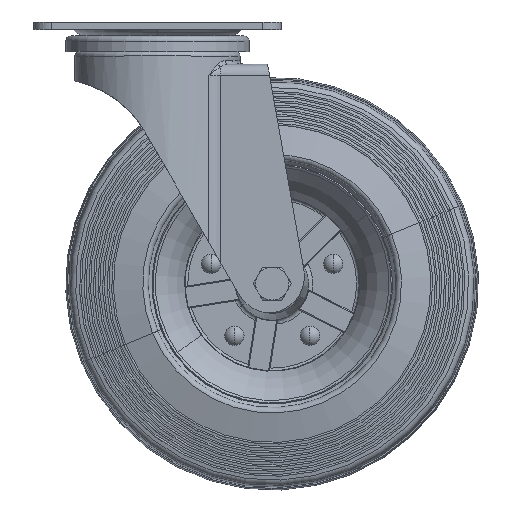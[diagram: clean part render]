
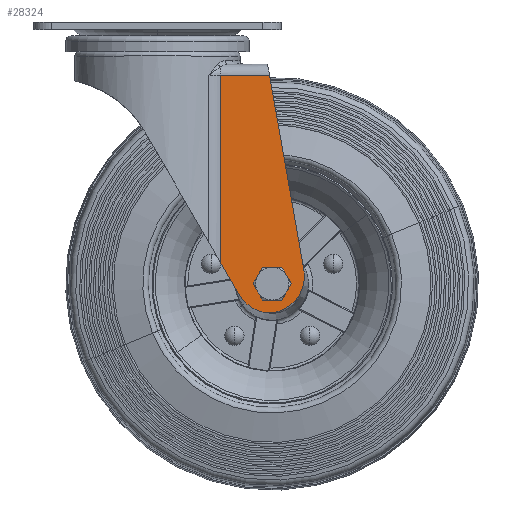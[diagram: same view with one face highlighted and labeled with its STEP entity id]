
A CAD part, top view. The second image highlights one B-rep face of the part: STEP entity #28324.
In plain terms, the highlighted planar face has unit normal (0, 0, 1).
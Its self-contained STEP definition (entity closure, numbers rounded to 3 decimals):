
#467 = AXIS2_PLACEMENT_3D ( 'NONE', #6240, #22930, #22816 ) ;
#1449 = VERTEX_POINT ( 'NONE', #18443 ) ;
#1797 = VECTOR ( 'NONE', #17894, 1000. ) ;
#1857 = CARTESIAN_POINT ( 'NONE',  ( 62.5, 16., 33. ) ) ;
#3417 = VERTEX_POINT ( 'NONE', #23057 ) ;
#3461 = CARTESIAN_POINT ( 'NONE',  ( 61.058, 129.5, 33. ) ) ;
#3586 = DIRECTION ( 'NONE',  ( 0., 0., 1. ) ) ;
#4134 = VECTOR ( 'NONE', #15029, 1000. ) ;
#4429 = AXIS2_PLACEMENT_3D ( 'NONE', #1857, #23126, #11670 ) ;
#4846 = DIRECTION ( 'NONE',  ( -0.174, 0.985, 0. ) ) ;
#5345 = ORIENTED_EDGE ( 'NONE', *, *, #21278, .T. ) ;
#5669 = PLANE ( 'NONE',  #30876 ) ;
#5788 = CARTESIAN_POINT ( 'NONE',  ( 0., 129.5, 33. ) ) ;
#6240 = CARTESIAN_POINT ( 'NONE',  ( 60.057, 20., 33. ) ) ;
#6276 = CIRCLE ( 'NONE', #4429, 6.25 ) ;
#6344 = ORIENTED_EDGE ( 'NONE', *, *, #12949, .T. ) ;
#6731 = LINE ( 'NONE', #5788, #4134 ) ;
#6894 = DIRECTION ( 'NONE',  ( 0.5, -0.866, 0. ) ) ;
#6932 = DIRECTION ( 'NONE',  ( 0., 0., -1. ) ) ;
#6995 = CARTESIAN_POINT ( 'NONE',  ( 37.669, 21.748, 33. ) ) ;
#7363 = VERTEX_POINT ( 'NONE', #29352 ) ;
#7699 = ORIENTED_EDGE ( 'NONE', *, *, #27194, .T. ) ;
#7814 = CIRCLE ( 'NONE', #19682, 6.25 ) ;
#7861 = CARTESIAN_POINT ( 'NONE',  ( 0., 0., 33. ) ) ;
#8070 = DIRECTION ( 'NONE',  ( -1., 0., 0. ) ) ;
#8479 = CARTESIAN_POINT ( 'NONE',  ( 34.293, 34.001, 33. ) ) ;
#9078 = EDGE_CURVE ( 'NONE', #24905, #30148, #6731, .T. ) ;
#10062 = DIRECTION ( 'NONE',  ( 0., 0., -1. ) ) ;
#10732 = EDGE_CURVE ( 'NONE', #1449, #7363, #6276, .T. ) ;
#10801 = FACE_BOUND ( 'NONE', #29260, .T. ) ;
#11670 = DIRECTION ( 'NONE',  ( -1., 0., 0. ) ) ;
#12782 = CARTESIAN_POINT ( 'NONE',  ( 60.914, 0.018, 33. ) ) ;
#12949 = EDGE_CURVE ( 'NONE', #29833, #17296, #29417, .T. ) ;
#13949 = CIRCLE ( 'NONE', #14985, 20. ) ;
#14064 = CARTESIAN_POINT ( 'NONE',  ( 62.5, 16., 33. ) ) ;
#14985 = AXIS2_PLACEMENT_3D ( 'NONE', #22967, #3586, #20576 ) ;
#15029 = DIRECTION ( 'NONE',  ( -1., 0., 0. ) ) ;
#15163 = CIRCLE ( 'NONE', #467, 20. ) ;
#16398 = ORIENTED_EDGE ( 'NONE', *, *, #30063, .T. ) ;
#17151 = FACE_OUTER_BOUND ( 'NONE', #26702, .T. ) ;
#17231 = ORIENTED_EDGE ( 'NONE', *, *, #21586, .T. ) ;
#17296 = VERTEX_POINT ( 'NONE', #21627 ) ;
#17894 = DIRECTION ( 'NONE',  ( 0., -1., 0. ) ) ;
#18443 = CARTESIAN_POINT ( 'NONE',  ( 56.25, 16., 33. ) ) ;
#18760 = CARTESIAN_POINT ( 'NONE',  ( 34.293, 129.5, 33. ) ) ;
#19682 = AXIS2_PLACEMENT_3D ( 'NONE', #14064, #6932, #23606 ) ;
#19694 = LINE ( 'NONE', #23811, #29301 ) ;
#20576 = DIRECTION ( 'NONE',  ( -1., 0., 0. ) ) ;
#21056 = ORIENTED_EDGE ( 'NONE', *, *, #10732, .T. ) ;
#21278 = EDGE_CURVE ( 'NONE', #7363, #1449, #7814, .T. ) ;
#21586 = EDGE_CURVE ( 'NONE', #30148, #29833, #28604, .T. ) ;
#21627 = CARTESIAN_POINT ( 'NONE',  ( 44.451, 10., 33. ) ) ;
#22816 = DIRECTION ( 'NONE',  ( -1., 0., 0. ) ) ;
#22930 = DIRECTION ( 'NONE',  ( 0., 0., 1. ) ) ;
#22967 = CARTESIAN_POINT ( 'NONE',  ( 61.772, 20., 33. ) ) ;
#23057 = CARTESIAN_POINT ( 'NONE',  ( 79.753, 23.473, 33. ) ) ;
#23126 = DIRECTION ( 'NONE',  ( 0., 0., -1. ) ) ;
#23606 = DIRECTION ( 'NONE',  ( -1., 0., 0. ) ) ;
#23662 = CARTESIAN_POINT ( 'NONE',  ( 34.293, 27.595, 33. ) ) ;
#23811 = CARTESIAN_POINT ( 'NONE',  ( 60., 135.5, 33. ) ) ;
#24011 = VERTEX_POINT ( 'NONE', #12782 ) ;
#24905 = VERTEX_POINT ( 'NONE', #3461 ) ;
#25278 = ORIENTED_EDGE ( 'NONE', *, *, #25843, .T. ) ;
#25843 = EDGE_CURVE ( 'NONE', #3417, #24905, #19694, .T. ) ;
#26702 = EDGE_LOOP ( 'NONE', ( #25278, #26914, #17231, #6344, #7699, #16398 ) ) ;
#26914 = ORIENTED_EDGE ( 'NONE', *, *, #9078, .T. ) ;
#27175 = VECTOR ( 'NONE', #6894, 1000. ) ;
#27194 = EDGE_CURVE ( 'NONE', #17296, #24011, #13949, .T. ) ;
#28324 = ADVANCED_FACE ( 'NONE', ( #10801, #17151 ), #5669, .F. ) ;
#28604 = LINE ( 'NONE', #8479, #1797 ) ;
#29260 = EDGE_LOOP ( 'NONE', ( #5345, #21056 ) ) ;
#29301 = VECTOR ( 'NONE', #4846, 1000. ) ;
#29352 = CARTESIAN_POINT ( 'NONE',  ( 68.75, 16., 33. ) ) ;
#29417 = LINE ( 'NONE', #6995, #27175 ) ;
#29833 = VERTEX_POINT ( 'NONE', #23662 ) ;
#30063 = EDGE_CURVE ( 'NONE', #24011, #3417, #15163, .T. ) ;
#30148 = VERTEX_POINT ( 'NONE', #18760 ) ;
#30876 = AXIS2_PLACEMENT_3D ( 'NONE', #7861, #10062, #8070 ) ;
